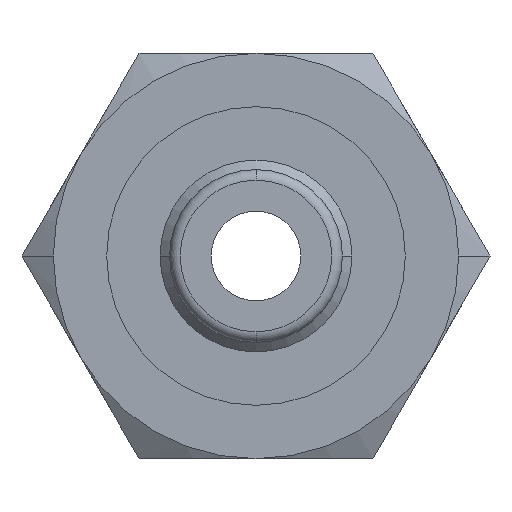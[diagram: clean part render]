
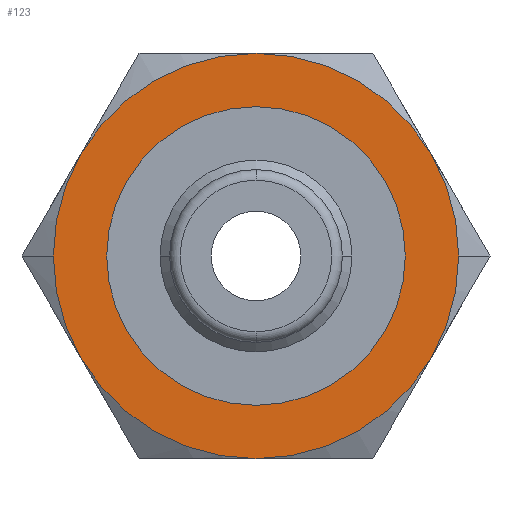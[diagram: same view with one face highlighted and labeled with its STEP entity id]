
A CAD part, front view. The second image highlights one B-rep face of the part: STEP entity #123.
In plain terms, the highlighted planar face has unit normal (0, -1, 0).
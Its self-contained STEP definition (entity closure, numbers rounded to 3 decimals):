
#123=ADVANCED_FACE('',(#268,#269),#270,.T.);
#268=FACE_OUTER_BOUND('',#433,.T.);
#269=FACE_BOUND('',#434,.T.);
#270=PLANE('',#435);
#433=EDGE_LOOP('',(#713,#714,#715,#716,#717,#718,#719,#720));
#434=EDGE_LOOP('',(#721,#722));
#435=AXIS2_PLACEMENT_3D('',#723,#724,#725);
#713=ORIENTED_EDGE('',*,*,#1032,.F.);
#714=ORIENTED_EDGE('',*,*,#1042,.F.);
#715=ORIENTED_EDGE('',*,*,#1043,.F.);
#716=ORIENTED_EDGE('',*,*,#1019,.F.);
#717=ORIENTED_EDGE('',*,*,#977,.F.);
#718=ORIENTED_EDGE('',*,*,#1044,.F.);
#719=ORIENTED_EDGE('',*,*,#1045,.F.);
#720=ORIENTED_EDGE('',*,*,#1023,.F.);
#721=ORIENTED_EDGE('',*,*,#1046,.T.);
#722=ORIENTED_EDGE('',*,*,#1047,.T.);
#723=CARTESIAN_POINT('',(4.75,24.0,0.0));
#724=DIRECTION('',(-0.0,-1.0,-0.0));
#725=DIRECTION('',(-1.0,0.0,0.0));
#977=EDGE_CURVE('',#1101,#1163,#1165,.T.);
#1019=EDGE_CURVE('',#1163,#1225,#1226,.T.);
#1023=EDGE_CURVE('',#1229,#1232,#1233,.T.);
#1032=EDGE_CURVE('',#1245,#1229,#1247,.T.);
#1042=EDGE_CURVE('',#1146,#1245,#1257,.T.);
#1043=EDGE_CURVE('',#1225,#1146,#1258,.T.);
#1044=EDGE_CURVE('',#1259,#1101,#1260,.T.);
#1045=EDGE_CURVE('',#1232,#1259,#1261,.T.);
#1046=EDGE_CURVE('',#1262,#1263,#1264,.T.);
#1047=EDGE_CURVE('',#1263,#1262,#1265,.T.);
#1101=VERTEX_POINT('',#1324);
#1146=VERTEX_POINT('',#1463);
#1163=VERTEX_POINT('',#1506);
#1165=CIRCLE('',#1509,9.5);
#1225=VERTEX_POINT('',#1607);
#1226=CIRCLE('',#1608,9.5);
#1229=VERTEX_POINT('',#1622);
#1232=VERTEX_POINT('',#1626);
#1233=CIRCLE('',#1627,9.5);
#1245=VERTEX_POINT('',#1652);
#1247=CIRCLE('',#1665,9.5);
#1257=CIRCLE('',#1679,9.5);
#1258=CIRCLE('',#1680,9.5);
#1259=VERTEX_POINT('',#1681);
#1260=CIRCLE('',#1682,9.5);
#1261=CIRCLE('',#1683,9.5);
#1262=VERTEX_POINT('',#1684);
#1263=VERTEX_POINT('',#1685);
#1264=CIRCLE('',#1686,7.0);
#1265=CIRCLE('',#1687,7.0);
#1324=CARTESIAN_POINT('',(-8.227,24.0,-4.75));
#1463=CARTESIAN_POINT('',(0.,24.0,9.5));
#1506=CARTESIAN_POINT('',(-9.5,24.0,0.));
#1509=AXIS2_PLACEMENT_3D('',#1879,#1880,#1881);
#1607=CARTESIAN_POINT('',(-8.227,24.0,4.75));
#1608=AXIS2_PLACEMENT_3D('',#1953,#1954,#1955);
#1622=CARTESIAN_POINT('',(9.5,24.0,0.));
#1626=CARTESIAN_POINT('',(8.227,24.0,-4.75));
#1627=AXIS2_PLACEMENT_3D('',#1957,#1958,#1959);
#1652=CARTESIAN_POINT('',(8.227,24.0,4.75));
#1665=AXIS2_PLACEMENT_3D('',#1968,#1969,#1970);
#1679=AXIS2_PLACEMENT_3D('',#1981,#1982,#1983);
#1680=AXIS2_PLACEMENT_3D('',#1984,#1985,#1986);
#1681=CARTESIAN_POINT('',(0.0,24.0,-9.5));
#1682=AXIS2_PLACEMENT_3D('',#1987,#1988,#1989);
#1683=AXIS2_PLACEMENT_3D('',#1990,#1991,#1992);
#1684=CARTESIAN_POINT('',(7.0,24.0,0.0));
#1685=CARTESIAN_POINT('',(-7.0,24.0,0.));
#1686=AXIS2_PLACEMENT_3D('',#1993,#1994,#1995);
#1687=AXIS2_PLACEMENT_3D('',#1996,#1997,#1998);
#1879=CARTESIAN_POINT('',(0.0,24.0,0.0));
#1880=DIRECTION('',(-0.0,1.0,0.0));
#1881=DIRECTION('',(1.0,0.0,0.0));
#1953=CARTESIAN_POINT('',(0.0,24.0,0.0));
#1954=DIRECTION('',(-0.0,1.0,0.0));
#1955=DIRECTION('',(1.0,0.0,0.0));
#1957=CARTESIAN_POINT('',(0.0,24.0,0.0));
#1958=DIRECTION('',(-0.0,1.0,0.0));
#1959=DIRECTION('',(1.0,0.0,0.0));
#1968=CARTESIAN_POINT('',(0.0,24.0,0.0));
#1969=DIRECTION('',(-0.0,1.0,0.0));
#1970=DIRECTION('',(1.0,0.0,0.0));
#1981=CARTESIAN_POINT('',(0.0,24.0,0.0));
#1982=DIRECTION('',(-0.0,1.0,0.0));
#1983=DIRECTION('',(1.0,0.0,0.0));
#1984=CARTESIAN_POINT('',(0.0,24.0,0.0));
#1985=DIRECTION('',(-0.0,1.0,0.0));
#1986=DIRECTION('',(1.0,0.0,0.0));
#1987=CARTESIAN_POINT('',(0.0,24.0,0.0));
#1988=DIRECTION('',(-0.0,1.0,0.0));
#1989=DIRECTION('',(1.0,0.0,0.0));
#1990=CARTESIAN_POINT('',(0.0,24.0,0.0));
#1991=DIRECTION('',(-0.0,1.0,0.0));
#1992=DIRECTION('',(1.0,0.0,0.0));
#1993=CARTESIAN_POINT('',(0.0,24.0,0.0));
#1994=DIRECTION('',(-0.0,1.0,0.0));
#1995=DIRECTION('',(1.0,0.0,0.0));
#1996=CARTESIAN_POINT('',(0.0,24.0,0.0));
#1997=DIRECTION('',(-0.0,1.0,0.0));
#1998=DIRECTION('',(1.0,0.0,0.0));
